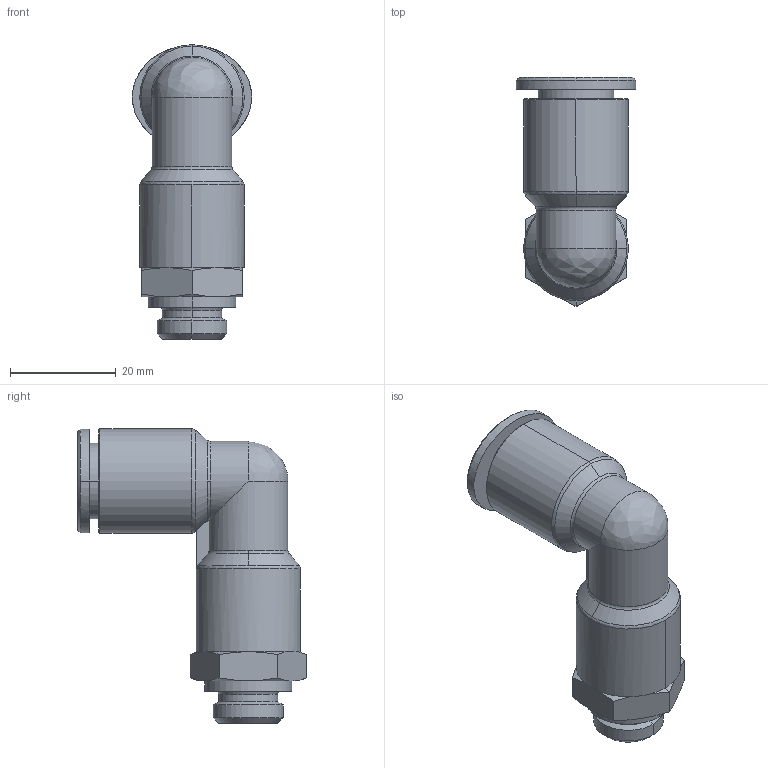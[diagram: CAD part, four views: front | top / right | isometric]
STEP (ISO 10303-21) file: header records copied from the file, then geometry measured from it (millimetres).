
FILE_DESCRIPTION (( 'STEP AP214' ), '1' );
FILE_NAME ('PLLP12-G02.stp', '2015-09-04T15:02:32', ( '' ), ( '' ), 'SwSTEP 2.0', 'SolidWorks 2015', '' );
FILE_SCHEMA (( 'AUTOMOTIVE_DESIGN' ));
Length unit declared in the file: millimetre
Products named in the file (2): ~~~~~~~~~~~~~ｦ+ﾃｦ1; PLLP12-G02
Assembly tree (1 placements, depth 2):
  PLLP12-G02
    ~~~~~~~~~~~~~ｦ+ﾃｦ1
Bounding box: 22.5 x 43.17 x 55.55 mm (x, y, z)
Volume: 15800.8 mm3; surface area: 6638.9 mm2
Topology: 1 solids, 1 shells, 423 faces, 1178 edges, 774 vertices
Faces by surface type: plane 350, cone 35, cylinder 19, bspline 13, torus 6
Entity records: 15024 total; most frequent: CARTESIAN_POINT 3418, ORIENTED_EDGE 2354, DIRECTION 2038, EDGE_CURVE 1177, LINE 1020, VECTOR 1020, VERTEX_POINT 774, AXIS2_PLACEMENT_3D 509
